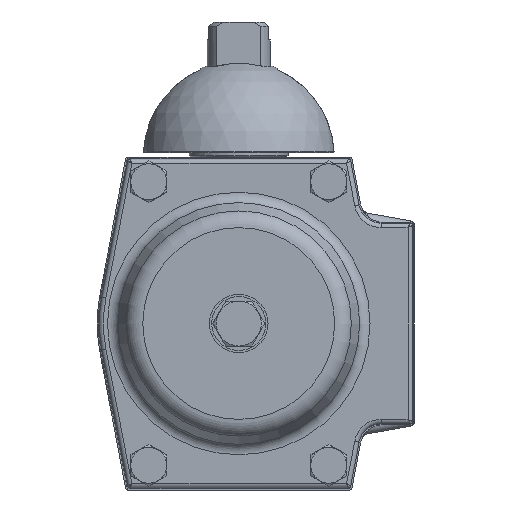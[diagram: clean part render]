
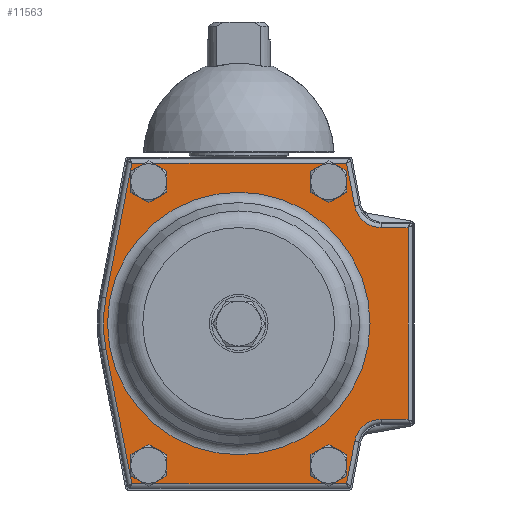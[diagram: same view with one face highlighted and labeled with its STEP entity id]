
A CAD part, front view. The second image highlights one B-rep face of the part: STEP entity #11563.
In plain terms, the highlighted planar face has unit normal (0, -1, 0).
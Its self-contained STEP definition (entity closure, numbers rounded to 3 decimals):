
#547=LINE('',#17606,#1214);
#549=LINE('',#17617,#1216);
#552=LINE('',#17651,#1219);
#553=LINE('',#17658,#1220);
#556=LINE('',#17692,#1223);
#557=LINE('',#17697,#1224);
#560=LINE('',#17746,#1227);
#561=LINE('',#17753,#1228);
#564=LINE('',#17786,#1231);
#1214=VECTOR('',#14017,1000.);
#1216=VECTOR('',#14027,1000.);
#1219=VECTOR('',#14046,1000.);
#1220=VECTOR('',#14053,1000.);
#1223=VECTOR('',#14072,1000.);
#1224=VECTOR('',#14077,1000.);
#1227=VECTOR('',#14092,1000.);
#1228=VECTOR('',#14099,1000.);
#1231=VECTOR('',#14118,1000.);
#2568=ORIENTED_EDGE('',*,*,#5761,.T.);
#2569=ORIENTED_EDGE('',*,*,#5752,.T.);
#2570=ORIENTED_EDGE('',*,*,#5757,.T.);
#2571=ORIENTED_EDGE('',*,*,#5769,.T.);
#2572=ORIENTED_EDGE('',*,*,#5774,.T.);
#2573=ORIENTED_EDGE('',*,*,#5780,.T.);
#2574=ORIENTED_EDGE('',*,*,#5791,.T.);
#2575=ORIENTED_EDGE('',*,*,#5800,.T.);
#2576=ORIENTED_EDGE('',*,*,#5795,.T.);
#2577=ORIENTED_EDGE('',*,*,#5788,.T.);
#2578=ORIENTED_EDGE('',*,*,#5778,.T.);
#2579=ORIENTED_EDGE('',*,*,#5766,.T.);
#2580=ORIENTED_EDGE('',*,*,#5849,.T.);
#2581=ORIENTED_EDGE('',*,*,#5850,.T.);
#2582=ORIENTED_EDGE('',*,*,#5851,.T.);
#2583=ORIENTED_EDGE('',*,*,#5852,.T.);
#2584=ORIENTED_EDGE('',*,*,#5824,.T.);
#5752=EDGE_CURVE('',#7594,#7592,#547,.T.);
#5757=EDGE_CURVE('',#7592,#7598,#549,.F.);
#5761=EDGE_CURVE('',#7599,#7594,#8820,.T.);
#5766=EDGE_CURVE('',#7604,#7599,#552,.T.);
#5769=EDGE_CURVE('',#7598,#7606,#553,.F.);
#5774=EDGE_CURVE('',#7606,#7609,#8825,.F.);
#5778=EDGE_CURVE('',#7610,#7604,#556,.F.);
#5780=EDGE_CURVE('',#7609,#7613,#557,.F.);
#5788=EDGE_CURVE('',#7618,#7610,#560,.T.);
#5791=EDGE_CURVE('',#7613,#7620,#561,.F.);
#5795=EDGE_CURVE('',#7621,#7618,#8832,.T.);
#5800=EDGE_CURVE('',#7620,#7621,#564,.T.);
#5824=EDGE_CURVE('',#7642,#7642,#8839,.T.);
#5849=EDGE_CURVE('',#7651,#7651,#8845,.T.);
#5850=EDGE_CURVE('',#7652,#7652,#8846,.T.);
#5851=EDGE_CURVE('',#7653,#7653,#8847,.T.);
#5852=EDGE_CURVE('',#7654,#7654,#8848,.T.);
#7592=VERTEX_POINT('',#17601);
#7594=VERTEX_POINT('',#17607);
#7598=VERTEX_POINT('',#17616);
#7599=VERTEX_POINT('',#17621);
#7604=VERTEX_POINT('',#17652);
#7606=VERTEX_POINT('',#17657);
#7609=VERTEX_POINT('',#17684);
#7610=VERTEX_POINT('',#17689);
#7613=VERTEX_POINT('',#17696);
#7618=VERTEX_POINT('',#17747);
#7620=VERTEX_POINT('',#17752);
#7621=VERTEX_POINT('',#17757);
#7642=VERTEX_POINT('',#17835);
#7651=VERTEX_POINT('',#17885);
#7652=VERTEX_POINT('',#17887);
#7653=VERTEX_POINT('',#17889);
#7654=VERTEX_POINT('',#17891);
#8820=CIRCLE('',#12560,6.);
#8825=CIRCLE('',#12572,30.066);
#8832=CIRCLE('',#12590,6.);
#8839=CIRCLE('',#12613,29.174);
#8845=CIRCLE('',#12639,3.);
#8846=CIRCLE('',#12640,3.);
#8847=CIRCLE('',#12641,3.);
#8848=CIRCLE('',#12642,3.);
#9500=EDGE_LOOP('',(#2568,#2569,#2570,#2571,#2572,#2573,#2574,#2575,#2576,
#2577,#2578,#2579));
#9501=EDGE_LOOP('',(#2580));
#9502=EDGE_LOOP('',(#2581));
#9503=EDGE_LOOP('',(#2582));
#9504=EDGE_LOOP('',(#2583));
#9505=EDGE_LOOP('',(#2584));
#10407=FACE_BOUND('',#9500,.T.);
#10408=FACE_BOUND('',#9501,.T.);
#10409=FACE_BOUND('',#9502,.T.);
#10410=FACE_BOUND('',#9503,.T.);
#10411=FACE_BOUND('',#9504,.T.);
#10412=FACE_BOUND('',#9505,.T.);
#11291=PLANE('',#12638);
#11563=ADVANCED_FACE('',(#10407,#10408,#10409,#10410,#10411,#10412),#11291,
 .F.);
#12560=AXIS2_PLACEMENT_3D('',#17624,#14035,#14036);
#12572=AXIS2_PLACEMENT_3D('',#17685,#14063,#14064);
#12590=AXIS2_PLACEMENT_3D('',#17760,#14107,#14108);
#12613=AXIS2_PLACEMENT_3D('',#17834,#14167,#14168);
#12638=AXIS2_PLACEMENT_3D('',#17883,#14232,#14233);
#12639=AXIS2_PLACEMENT_3D('',#17884,#14234,#14235);
#12640=AXIS2_PLACEMENT_3D('',#17886,#14236,#14237);
#12641=AXIS2_PLACEMENT_3D('',#17888,#14238,#14239);
#12642=AXIS2_PLACEMENT_3D('',#17890,#14240,#14241);
#14017=DIRECTION('',(-0.189,0.,0.982));
#14027=DIRECTION('',(1.,0.,0.));
#14035=DIRECTION('',(0.,1.,0.));
#14036=DIRECTION('',(0.,0.,1.));
#14046=DIRECTION('',(-1.,0.,0.));
#14053=DIRECTION('',(0.189,0.,0.982));
#14063=DIRECTION('',(0.,1.,0.));
#14064=DIRECTION('',(0.,0.,1.));
#14072=DIRECTION('',(0.,0.,-1.));
#14077=DIRECTION('',(-0.189,0.,0.982));
#14092=DIRECTION('',(1.,0.,0.));
#14099=DIRECTION('',(-1.,0.,0.));
#14107=DIRECTION('',(0.,1.,0.));
#14108=DIRECTION('',(0.,0.,1.));
#14118=DIRECTION('',(0.189,0.,0.982));
#14167=DIRECTION('',(0.,1.,0.));
#14168=DIRECTION('',(0.,0.,1.));
#14232=DIRECTION('',(0.,1.,0.));
#14233=DIRECTION('',(0.,0.,1.));
#14234=DIRECTION('',(0.,1.,0.));
#14235=DIRECTION('',(0.,0.,1.));
#14236=DIRECTION('',(0.,1.,0.));
#14237=DIRECTION('',(0.,0.,1.));
#14238=DIRECTION('',(0.,1.,0.));
#14239=DIRECTION('',(0.,0.,1.));
#14240=DIRECTION('',(0.,1.,0.));
#14241=DIRECTION('',(0.,0.,1.));
#17601=CARTESIAN_POINT('',(23.959,-59.,35.566));
#17606=CARTESIAN_POINT('',(35.903,-59.,-26.483));
#17607=CARTESIAN_POINT('',(25.769,-59.,26.166));
#17616=CARTESIAN_POINT('',(-23.772,-59.,35.566));
#17617=CARTESIAN_POINT('',(31.661,-59.,35.566));
#17621=CARTESIAN_POINT('',(31.661,-59.,21.3));
#17624=CARTESIAN_POINT('',(31.661,-59.,27.3));
#17651=CARTESIAN_POINT('',(31.661,-59.,21.3));
#17652=CARTESIAN_POINT('',(37.616,-59.,21.3));
#17657=CARTESIAN_POINT('',(-29.524,-59.,5.683));
#17658=CARTESIAN_POINT('',(-33.46,-59.,-14.766));
#17684=CARTESIAN_POINT('',(-29.524,-59.,-5.683));
#17685=CARTESIAN_POINT('',(0.,-59.,0.));
#17689=CARTESIAN_POINT('',(37.616,-59.,-21.3));
#17692=CARTESIAN_POINT('',(37.616,-59.,-27.3));
#17696=CARTESIAN_POINT('',(-23.772,-59.,-35.566));
#17697=CARTESIAN_POINT('',(-23.326,-59.,-37.884));
#17746=CARTESIAN_POINT('',(31.661,-59.,-21.3));
#17747=CARTESIAN_POINT('',(31.661,-59.,-21.3));
#17752=CARTESIAN_POINT('',(23.959,-59.,-35.566));
#17753=CARTESIAN_POINT('',(31.661,-59.,-35.566));
#17757=CARTESIAN_POINT('',(25.769,-59.,-26.166));
#17760=CARTESIAN_POINT('',(31.661,-59.,-27.3));
#17786=CARTESIAN_POINT('',(25.769,-59.,-26.166));
#17834=CARTESIAN_POINT('',(0.,-59.,0.));
#17835=CARTESIAN_POINT('',(0.,-59.,29.174));
#17883=CARTESIAN_POINT('',(31.661,-59.,-27.3));
#17884=CARTESIAN_POINT('',(20.,-59.,31.5));
#17885=CARTESIAN_POINT('',(20.,-59.,34.5));
#17886=CARTESIAN_POINT('',(-20.,-59.,31.5));
#17887=CARTESIAN_POINT('',(-20.,-59.,34.5));
#17888=CARTESIAN_POINT('',(20.,-59.,-31.5));
#17889=CARTESIAN_POINT('',(20.,-59.,-28.5));
#17890=CARTESIAN_POINT('',(-20.,-59.,-31.5));
#17891=CARTESIAN_POINT('',(-20.,-59.,-28.5));
